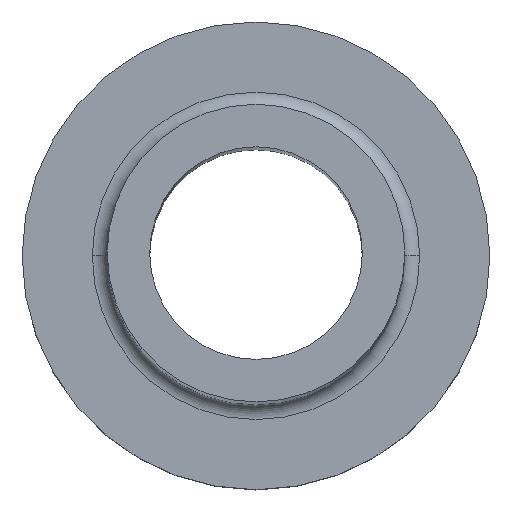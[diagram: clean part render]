
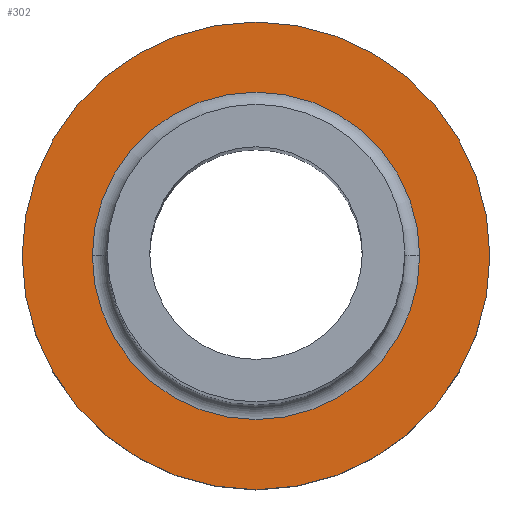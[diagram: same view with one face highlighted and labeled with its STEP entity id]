
A CAD part, top view. The second image highlights one B-rep face of the part: STEP entity #302.
In plain terms, the highlighted planar face has unit normal (0, 0, 1).
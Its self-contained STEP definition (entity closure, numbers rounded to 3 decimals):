
#11 = VERTEX_POINT ( 'NONE', #347 ) ;
#40 = AXIS2_PLACEMENT_3D ( 'NONE', #75, #191, #172 ) ;
#75 = CARTESIAN_POINT ( 'NONE',  ( 0., 0., 7. ) ) ;
#86 = CIRCLE ( 'NONE', #373, 7.7 ) ;
#91 = DIRECTION ( 'NONE',  ( 1., 0., 0. ) ) ;
#97 = DIRECTION ( 'NONE',  ( 0., 0., -1. ) ) ;
#105 = EDGE_CURVE ( 'NONE', #11, #137, #124, .T. ) ;
#123 = FACE_BOUND ( 'NONE', #174, .T. ) ;
#124 = CIRCLE ( 'NONE', #211, 7.7 ) ;
#131 = CARTESIAN_POINT ( 'NONE',  ( 0., 0., 7. ) ) ;
#137 = VERTEX_POINT ( 'NONE', #235 ) ;
#142 = EDGE_LOOP ( 'NONE', ( #336, #201 ) ) ;
#158 = DIRECTION ( 'NONE',  ( 0., 0., 1. ) ) ;
#161 = DIRECTION ( 'NONE',  ( 0., 0., 1. ) ) ;
#162 = CARTESIAN_POINT ( 'NONE',  ( -11., 0., 7. ) ) ;
#172 = DIRECTION ( 'NONE',  ( 1., 0., 0. ) ) ;
#174 = EDGE_LOOP ( 'NONE', ( #334, #370 ) ) ;
#186 = FACE_OUTER_BOUND ( 'NONE', #142, .T. ) ;
#191 = DIRECTION ( 'NONE',  ( 0., 0., 1. ) ) ;
#195 = VERTEX_POINT ( 'NONE', #162 ) ;
#201 = ORIENTED_EDGE ( 'NONE', *, *, #219, .T. ) ;
#211 = AXIS2_PLACEMENT_3D ( 'NONE', #380, #314, #263 ) ;
#219 = EDGE_CURVE ( 'NONE', #305, #195, #277, .T. ) ;
#220 = PLANE ( 'NONE',  #236 ) ;
#235 = CARTESIAN_POINT ( 'NONE',  ( 7.7, 0., 7. ) ) ;
#236 = AXIS2_PLACEMENT_3D ( 'NONE', #326, #161, #297 ) ;
#242 = CARTESIAN_POINT ( 'NONE',  ( 11., 0., 7. ) ) ;
#263 = DIRECTION ( 'NONE',  ( 1., 0., 0. ) ) ;
#269 = DIRECTION ( 'NONE',  ( 1., 0., 0. ) ) ;
#277 = CIRCLE ( 'NONE', #349, 11. ) ;
#285 = EDGE_CURVE ( 'NONE', #137, #11, #86, .T. ) ;
#297 = DIRECTION ( 'NONE',  ( 1., 0., 0. ) ) ;
#302 = ADVANCED_FACE ( 'NONE', ( #123, #186 ), #220, .T. ) ;
#305 = VERTEX_POINT ( 'NONE', #242 ) ;
#308 = CIRCLE ( 'NONE', #40, 11. ) ;
#314 = DIRECTION ( 'NONE',  ( 0., 0., -1. ) ) ;
#326 = CARTESIAN_POINT ( 'NONE',  ( 0., 0., 7. ) ) ;
#334 = ORIENTED_EDGE ( 'NONE', *, *, #285, .T. ) ;
#336 = ORIENTED_EDGE ( 'NONE', *, *, #337, .T. ) ;
#337 = EDGE_CURVE ( 'NONE', #195, #305, #308, .T. ) ;
#347 = CARTESIAN_POINT ( 'NONE',  ( -7.7, 0., 7. ) ) ;
#349 = AXIS2_PLACEMENT_3D ( 'NONE', #350, #158, #91 ) ;
#350 = CARTESIAN_POINT ( 'NONE',  ( 0., 0., 7. ) ) ;
#370 = ORIENTED_EDGE ( 'NONE', *, *, #105, .T. ) ;
#373 = AXIS2_PLACEMENT_3D ( 'NONE', #131, #97, #269 ) ;
#380 = CARTESIAN_POINT ( 'NONE',  ( 0., 0., 7. ) ) ;
